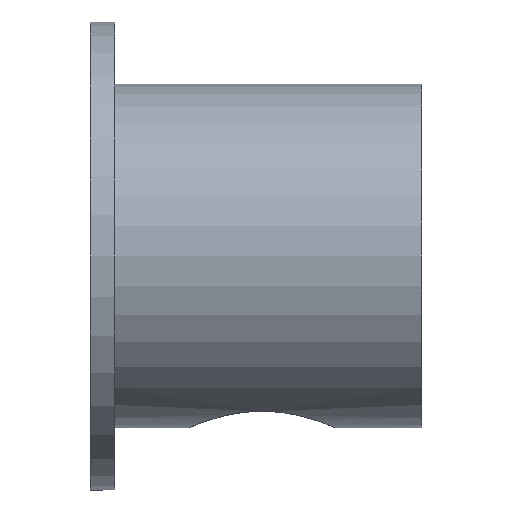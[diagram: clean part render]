
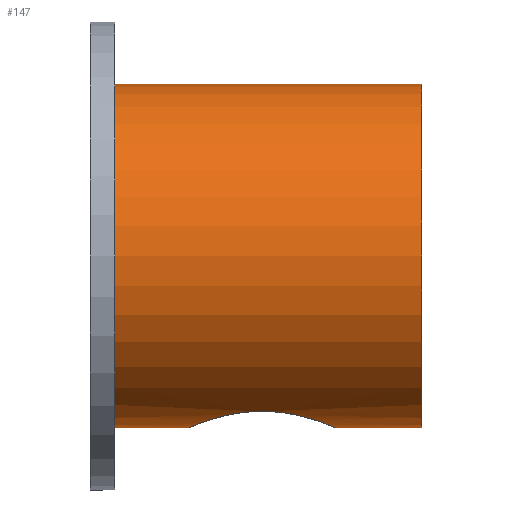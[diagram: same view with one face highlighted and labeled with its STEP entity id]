
A CAD part, left-side view. The second image highlights one B-rep face of the part: STEP entity #147.
In plain terms, the highlighted cylindrical face has radius 14 mm (diameter 28 mm), a partial arc.
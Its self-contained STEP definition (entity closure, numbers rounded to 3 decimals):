
#3 = VECTOR ( 'NONE', #603, 1000. ) ;
#4 = CARTESIAN_POINT ( 'NONE',  ( 0., 7., -14. ) ) ;
#20 = CARTESIAN_POINT ( 'NONE',  ( -5.951, 13.792, -12.672 ) ) ;
#22 = CARTESIAN_POINT ( 'NONE',  ( -0.793, 18.951, -13.979 ) ) ;
#25 = FACE_OUTER_BOUND ( 'NONE', #258, .T. ) ;
#39 = DIRECTION ( 'NONE',  ( 0., 1., 0. ) ) ;
#46 = ORIENTED_EDGE ( 'NONE', *, *, #306, .F. ) ;
#47 = CARTESIAN_POINT ( 'NONE',  ( -2.682, 7.618, -13.746 ) ) ;
#50 = CARTESIAN_POINT ( 'NONE',  ( -3.975, 8.489, -13.427 ) ) ;
#53 = CARTESIAN_POINT ( 'NONE',  ( -4.522, 9.038, -13.253 ) ) ;
#73 = CARTESIAN_POINT ( 'NONE',  ( -0.992, 18.921, -13.966 ) ) ;
#81 = CARTESIAN_POINT ( 'NONE',  ( 0., 0., 0. ) ) ;
#95 = CARTESIAN_POINT ( 'NONE',  ( -5.961, 12.21, -12.668 ) ) ;
#99 = CARTESIAN_POINT ( 'NONE',  ( -5.38, 10.336, -12.926 ) ) ;
#102 = CARTESIAN_POINT ( 'NONE',  ( -6., 13., -12.649 ) ) ;
#103 = EDGE_CURVE ( 'NONE', #163, #473, #339, .T. ) ;
#113 = DIRECTION ( 'NONE',  ( 0., 0., 1. ) ) ;
#120 = CARTESIAN_POINT ( 'NONE',  ( -5.921, 13.991, -12.686 ) ) ;
#122 = CARTESIAN_POINT ( 'NONE',  ( -5.375, 15.673, -12.927 ) ) ;
#146 = LINE ( 'NONE', #328, #3 ) ;
#147 = ADVANCED_FACE ( 'NONE', ( #25 ), #506, .T. ) ;
#151 = CARTESIAN_POINT ( 'NONE',  ( -5.804, 11.426, -12.741 ) ) ;
#153 = B_SPLINE_CURVE_WITH_KNOTS ( 'NONE', 3,
 ( #4, #195, #340, #188, #287, #405, #608, #47, #236, #335, #50, #53, #282, #337, #439, #99, #441, #238, #151, #95, #478, #102 ),
 .UNSPECIFIED., .F., .F.,
 ( 4, 2, 2, 2, 2, 2, 2, 2, 2, 2, 4 ),
 ( 0.009, 0.01, 0.011, 0.012, 0.013, 0.014, 0.015, 0.016, 0.017, 0.018, 0.019 ),
 .UNSPECIFIED. ) ;
#163 = VERTEX_POINT ( 'NONE', #275 ) ;
#166 = CARTESIAN_POINT ( 'NONE',  ( -5.19, 16.017, -13.003 ) ) ;
#167 = LINE ( 'NONE', #376, #224 ) ;
#168 = VERTEX_POINT ( 'NONE', #556 ) ;
#169 = EDGE_CURVE ( 'NONE', #567, #168, #146, .T. ) ;
#179 = CARTESIAN_POINT ( 'NONE',  ( 0., 7., -14. ) ) ;
#188 = CARTESIAN_POINT ( 'NONE',  ( -0.797, 7.05, -13.979 ) ) ;
#195 = CARTESIAN_POINT ( 'NONE',  ( -0.199, 7., -14. ) ) ;
#203 = EDGE_CURVE ( 'NONE', #380, #567, #590, .T. ) ;
#205 = VERTEX_POINT ( 'NONE', #179 ) ;
#206 = AXIS2_PLACEMENT_3D ( 'NONE', #81, #39, #385 ) ;
#216 = CARTESIAN_POINT ( 'NONE',  ( -6., 13., -12.649 ) ) ;
#218 = CARTESIAN_POINT ( 'NONE',  ( -6., 13.198, -12.649 ) ) ;
#222 = DIRECTION ( 'NONE',  ( 0., 0., 1. ) ) ;
#224 = VECTOR ( 'NONE', #276, 1000. ) ;
#225 = ORIENTED_EDGE ( 'NONE', *, *, #203, .T. ) ;
#229 = CARTESIAN_POINT ( 'NONE',  ( 0., 0., 0. ) ) ;
#234 = ORIENTED_EDGE ( 'NONE', *, *, #435, .F. ) ;
#236 = CARTESIAN_POINT ( 'NONE',  ( -3.025, 7.804, -13.673 ) ) ;
#238 = CARTESIAN_POINT ( 'NONE',  ( -5.688, 11.051, -12.793 ) ) ;
#243 = LINE ( 'NONE', #554, #463 ) ;
#258 = EDGE_LOOP ( 'NONE', ( #568, #225, #438, #234, #418, #553, #46 ) ) ;
#259 = CARTESIAN_POINT ( 'NONE',  ( -3.023, 18.198, -13.674 ) ) ;
#261 = CARTESIAN_POINT ( 'NONE',  ( -4.379, 17.106, -13.298 ) ) ;
#262 = CARTESIAN_POINT ( 'NONE',  ( -0.198, 19., -14. ) ) ;
#263 = CARTESIAN_POINT ( 'NONE',  ( -4.758, 16.661, -13.168 ) ) ;
#271 = CARTESIAN_POINT ( 'NONE',  ( 0., 0., -14. ) ) ;
#275 = CARTESIAN_POINT ( 'NONE',  ( -6., 13., -12.649 ) ) ;
#276 = DIRECTION ( 'NONE',  ( 0., 1., 0. ) ) ;
#282 = CARTESIAN_POINT ( 'NONE',  ( -4.767, 9.336, -13.165 ) ) ;
#287 = CARTESIAN_POINT ( 'NONE',  ( -0.993, 7.079, -13.966 ) ) ;
#306 = EDGE_CURVE ( 'NONE', #205, #163, #153, .T. ) ;
#308 = DIRECTION ( 'NONE',  ( 0., 1., 0. ) ) ;
#310 = CARTESIAN_POINT ( 'NONE',  ( -4.511, 16.961, -13.254 ) ) ;
#311 = CARTESIAN_POINT ( 'NONE',  ( -3.667, 17.765, -13.515 ) ) ;
#313 = AXIS2_PLACEMENT_3D ( 'NONE', #229, #512, #222 ) ;
#328 = CARTESIAN_POINT ( 'NONE',  ( 0., 0., 14. ) ) ;
#335 = CARTESIAN_POINT ( 'NONE',  ( -3.671, 8.238, -13.514 ) ) ;
#337 = CARTESIAN_POINT ( 'NONE',  ( -5.093, 9.822, -13.041 ) ) ;
#339 = B_SPLINE_CURVE_WITH_KNOTS ( 'NONE', 3,
 ( #216, #218, #422, #20, #120, #502, #427, #423, #122, #166, #580, #539, #263, #310, #261, #587, #311, #259, #460, #544, #583, #73, #22, #581, #262, #535 ),
 .UNSPECIFIED., .F., .F.,
 ( 4, 2, 2, 2, 2, 2, 2, 2, 2, 2, 2, 2, 4 ),
 ( 0.019, 0.02, 0.02, 0.021, 0.022, 0.023, 0.023, 0.024, 0.025, 0.026, 0.027, 0.028, 0.028 ),
 .UNSPECIFIED. ) ;
#340 = CARTESIAN_POINT ( 'NONE',  ( -0.399, 7.01, -13.996 ) ) ;
#356 = CIRCLE ( 'NONE', #414, 14. ) ;
#363 = CARTESIAN_POINT ( 'NONE',  ( 0., 25., 0. ) ) ;
#369 = VERTEX_POINT ( 'NONE', #395 ) ;
#376 = CARTESIAN_POINT ( 'NONE',  ( 0., 0., -14. ) ) ;
#380 = VERTEX_POINT ( 'NONE', #271 ) ;
#385 = DIRECTION ( 'NONE',  ( 0., 0., 1. ) ) ;
#392 = EDGE_CURVE ( 'NONE', #473, #369, #243, .T. ) ;
#395 = CARTESIAN_POINT ( 'NONE',  ( 0., 25., -14. ) ) ;
#405 = CARTESIAN_POINT ( 'NONE',  ( -1.574, 7.197, -13.917 ) ) ;
#414 = AXIS2_PLACEMENT_3D ( 'NONE', #363, #308, #113 ) ;
#418 = ORIENTED_EDGE ( 'NONE', *, *, #392, .F. ) ;
#422 = CARTESIAN_POINT ( 'NONE',  ( -5.99, 13.396, -12.654 ) ) ;
#423 = CARTESIAN_POINT ( 'NONE',  ( -5.461, 15.494, -12.891 ) ) ;
#427 = CARTESIAN_POINT ( 'NONE',  ( -5.688, 14.949, -12.793 ) ) ;
#435 = EDGE_CURVE ( 'NONE', #369, #168, #356, .T. ) ;
#436 = CARTESIAN_POINT ( 'NONE',  ( 0., 0., 14. ) ) ;
#438 = ORIENTED_EDGE ( 'NONE', *, *, #169, .T. ) ;
#439 = CARTESIAN_POINT ( 'NONE',  ( -5.195, 9.991, -13.001 ) ) ;
#441 = CARTESIAN_POINT ( 'NONE',  ( -5.463, 10.512, -12.89 ) ) ;
#460 = CARTESIAN_POINT ( 'NONE',  ( -2.672, 18.386, -13.747 ) ) ;
#463 = VECTOR ( 'NONE', #597, 1000. ) ;
#466 = EDGE_CURVE ( 'NONE', #380, #205, #167, .T. ) ;
#473 = VERTEX_POINT ( 'NONE', #489 ) ;
#478 = CARTESIAN_POINT ( 'NONE',  ( -6., 12.605, -12.649 ) ) ;
#489 = CARTESIAN_POINT ( 'NONE',  ( 0., 19., -14. ) ) ;
#502 = CARTESIAN_POINT ( 'NONE',  ( -5.803, 14.574, -12.741 ) ) ;
#506 = CYLINDRICAL_SURFACE ( 'NONE', #206, 14. ) ;
#512 = DIRECTION ( 'NONE',  ( 0., 1., 0. ) ) ;
#535 = CARTESIAN_POINT ( 'NONE',  ( 0., 19., -14. ) ) ;
#539 = CARTESIAN_POINT ( 'NONE',  ( -4.873, 16.506, -13.125 ) ) ;
#544 = CARTESIAN_POINT ( 'NONE',  ( -1.949, 18.688, -13.869 ) ) ;
#553 = ORIENTED_EDGE ( 'NONE', *, *, #103, .F. ) ;
#554 = CARTESIAN_POINT ( 'NONE',  ( 0., 0., -14. ) ) ;
#556 = CARTESIAN_POINT ( 'NONE',  ( 0., 25., 14. ) ) ;
#567 = VERTEX_POINT ( 'NONE', #436 ) ;
#568 = ORIENTED_EDGE ( 'NONE', *, *, #466, .F. ) ;
#580 = CARTESIAN_POINT ( 'NONE',  ( -5.089, 16.184, -13.043 ) ) ;
#581 = CARTESIAN_POINT ( 'NONE',  ( -0.396, 18.99, -13.996 ) ) ;
#583 = CARTESIAN_POINT ( 'NONE',  ( -1.574, 18.803, -13.917 ) ) ;
#587 = CARTESIAN_POINT ( 'NONE',  ( -3.966, 17.519, -13.43 ) ) ;
#590 = CIRCLE ( 'NONE', #313, 14. ) ;
#597 = DIRECTION ( 'NONE',  ( 0., 1., 0. ) ) ;
#603 = DIRECTION ( 'NONE',  ( 0., 1., 0. ) ) ;
#608 = CARTESIAN_POINT ( 'NONE',  ( -1.952, 7.313, -13.868 ) ) ;
